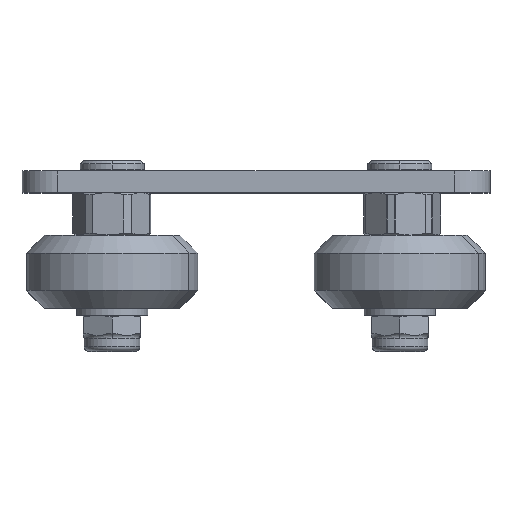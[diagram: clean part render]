
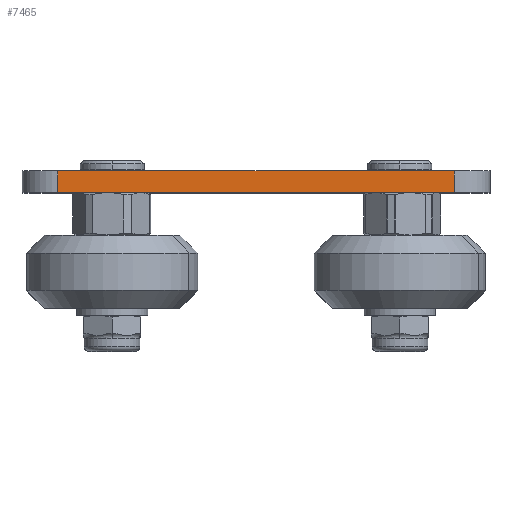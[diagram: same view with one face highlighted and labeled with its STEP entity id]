
A CAD part, top view. The second image highlights one B-rep face of the part: STEP entity #7465.
In plain terms, the highlighted face is planar.
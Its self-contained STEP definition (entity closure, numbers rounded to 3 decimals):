
#445 = VECTOR ( 'NONE', #7528, 1000. ) ;
#497 = CARTESIAN_POINT ( 'NONE',  ( 32.75, 32.75, -3. ) ) ;
#699 = EDGE_LOOP ( 'NONE', ( #5196, #3335, #2333, #5161 ) ) ;
#1202 = VERTEX_POINT ( 'NONE', #5887 ) ;
#1282 = LINE ( 'NONE', #497, #1496 ) ;
#1496 = VECTOR ( 'NONE', #5883, 1000. ) ;
#1990 = EDGE_CURVE ( 'NONE', #2337, #1202, #3587, .T. ) ;
#2035 = FACE_OUTER_BOUND ( 'NONE', #699, .T. ) ;
#2051 = CARTESIAN_POINT ( 'NONE',  ( -27.75, 32.75, -3. ) ) ;
#2079 = DIRECTION ( 'NONE',  ( 0., 0., -1. ) ) ;
#2333 = ORIENTED_EDGE ( 'NONE', *, *, #2884, .F. ) ;
#2337 = VERTEX_POINT ( 'NONE', #3151 ) ;
#2642 = DIRECTION ( 'NONE',  ( 0., 1., 0. ) ) ;
#2692 = AXIS2_PLACEMENT_3D ( 'NONE', #3382, #2642, #4074 ) ;
#2868 = DIRECTION ( 'NONE',  ( -1., 0., 0. ) ) ;
#2884 = EDGE_CURVE ( 'NONE', #2337, #5909, #6291, .T. ) ;
#3151 = CARTESIAN_POINT ( 'NONE',  ( 27.75, 32.75, 0. ) ) ;
#3335 = ORIENTED_EDGE ( 'NONE', *, *, #6434, .T. ) ;
#3382 = CARTESIAN_POINT ( 'NONE',  ( 32.75, 32.75, -3. ) ) ;
#3391 = CARTESIAN_POINT ( 'NONE',  ( -27.75, 32.75, 0. ) ) ;
#3587 = LINE ( 'NONE', #6879, #4864 ) ;
#4074 = DIRECTION ( 'NONE',  ( -1., 0., 0. ) ) ;
#4188 = LINE ( 'NONE', #4267, #445 ) ;
#4267 = CARTESIAN_POINT ( 'NONE',  ( -27.75, 32.75, -3. ) ) ;
#4864 = VECTOR ( 'NONE', #2079, 1000. ) ;
#5074 = EDGE_CURVE ( 'NONE', #1202, #7985, #1282, .T. ) ;
#5161 = ORIENTED_EDGE ( 'NONE', *, *, #1990, .T. ) ;
#5196 = ORIENTED_EDGE ( 'NONE', *, *, #5074, .T. ) ;
#5883 = DIRECTION ( 'NONE',  ( -1., 0., 0. ) ) ;
#5887 = CARTESIAN_POINT ( 'NONE',  ( 27.75, 32.75, -3. ) ) ;
#5909 = VERTEX_POINT ( 'NONE', #3391 ) ;
#6291 = LINE ( 'NONE', #7512, #7055 ) ;
#6434 = EDGE_CURVE ( 'NONE', #7985, #5909, #4188, .T. ) ;
#6879 = CARTESIAN_POINT ( 'NONE',  ( 27.75, 32.75, -3. ) ) ;
#7055 = VECTOR ( 'NONE', #2868, 1000. ) ;
#7283 = PLANE ( 'NONE',  #2692 ) ;
#7465 = ADVANCED_FACE ( 'NONE', ( #2035 ), #7283, .T. ) ;
#7512 = CARTESIAN_POINT ( 'NONE',  ( 32.75, 32.75, 0. ) ) ;
#7528 = DIRECTION ( 'NONE',  ( 0., 0., 1. ) ) ;
#7985 = VERTEX_POINT ( 'NONE', #2051 ) ;
